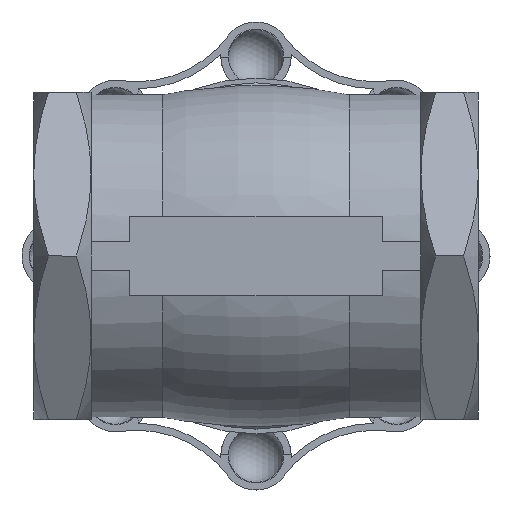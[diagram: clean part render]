
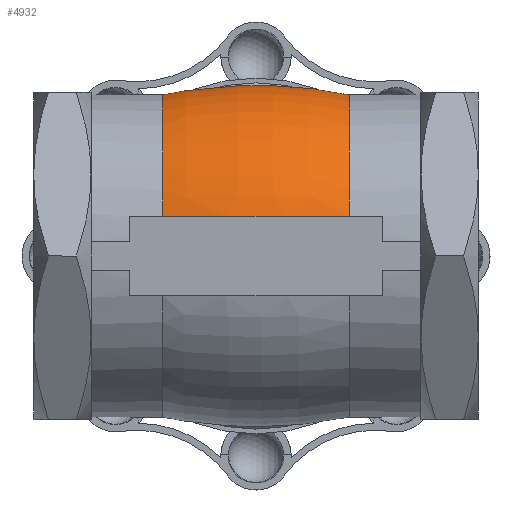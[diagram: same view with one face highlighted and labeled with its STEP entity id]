
A CAD part, front view. The second image highlights one B-rep face of the part: STEP entity #4932.
In plain terms, the highlighted toroidal (fillet/blend) face has major radius 63.5 mm and minor radius 100 mm.
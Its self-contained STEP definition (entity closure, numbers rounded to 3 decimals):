
#36=DEGENERATE_TOROIDAL_SURFACE('',#5446,63.5,100.,.F.);
#171=B_SPLINE_CURVE_WITH_KNOTS('',3,(#6934,#6935,#6936,#6937,#6938),
 .UNSPECIFIED.,.F.,.F.,(4,1,4),(0.,0.02,0.04),
 .UNSPECIFIED.);
#307=B_SPLINE_CURVE_WITH_KNOTS('',3,(#9715,#9716,#9717,#9718,#9719,#9720,
#9721,#9722,#9723,#9724,#9725,#9726,#9727),.UNSPECIFIED.,.F.,.F.,(4,1,1,
1,1,1,1,1,1,1,4),(0.,0.006,0.011,0.017,
0.02,0.023,0.026,0.029,
0.034,0.04,0.046),.UNSPECIFIED.);
#1182=CIRCLE('',#5447,34.5);
#1183=CIRCLE('',#5448,34.5);
#2322=ORIENTED_EDGE('',*,*,#3356,.T.);
#2323=ORIENTED_EDGE('',*,*,#2694,.T.);
#2324=ORIENTED_EDGE('',*,*,#3357,.F.);
#2325=ORIENTED_EDGE('',*,*,#3188,.F.);
#2694=EDGE_CURVE('',#3425,#3427,#171,.T.);
#3188=EDGE_CURVE('',#3783,#3784,#307,.T.);
#3356=EDGE_CURVE('',#3783,#3425,#1182,.T.);
#3357=EDGE_CURVE('',#3784,#3427,#1183,.T.);
#3425=VERTEX_POINT('',#6928);
#3427=VERTEX_POINT('',#6933);
#3783=VERTEX_POINT('',#9728);
#3784=VERTEX_POINT('',#9729);
#4138=EDGE_LOOP('',(#2322,#2323,#2324,#2325));
#4481=FACE_BOUND('',#4138,.T.);
#4932=ADVANCED_FACE('',(#4481),#36,.F.);
#5446=AXIS2_PLACEMENT_3D('',#10129,#6687,#6688);
#5447=AXIS2_PLACEMENT_3D('',#10130,#6689,#6690);
#5448=AXIS2_PLACEMENT_3D('',#10131,#6691,#6692);
#6687=DIRECTION('',(1.,0.,0.));
#6688=DIRECTION('',(0.,1.,0.));
#6689=DIRECTION('',(1.,0.,0.));
#6690=DIRECTION('',(0.,1.,0.));
#6691=DIRECTION('',(1.,0.,0.));
#6692=DIRECTION('',(0.,1.,0.));
#6928=CARTESIAN_POINT('',(-19.9,-33.437,8.5));
#6933=CARTESIAN_POINT('',(19.9,-33.437,8.5));
#6934=CARTESIAN_POINT('',(-19.9,-33.437,8.5));
#6935=CARTESIAN_POINT('',(-13.323,-34.814,8.5));
#6936=CARTESIAN_POINT('',(-0.106,-36.178,8.5));
#6937=CARTESIAN_POINT('',(13.323,-34.814,8.5));
#6938=CARTESIAN_POINT('',(19.9,-33.437,8.5));
#9715=CARTESIAN_POINT('',(-19.9,19.007,28.792));
#9716=CARTESIAN_POINT('',(-18.509,18.063,29.753));
#9717=CARTESIAN_POINT('',(-15.628,16.172,31.449));
#9718=CARTESIAN_POINT('',(-10.976,13.456,33.368));
#9719=CARTESIAN_POINT('',(-6.64,11.495,34.451));
#9720=CARTESIAN_POINT('',(-2.922,10.535,34.917));
#9721=CARTESIAN_POINT('',(-0.008,10.269,35.04));
#9722=CARTESIAN_POINT('',(2.848,10.524,34.923));
#9723=CARTESIAN_POINT('',(6.611,11.481,34.458));
#9724=CARTESIAN_POINT('',(10.9,13.418,33.392));
#9725=CARTESIAN_POINT('',(15.626,16.169,31.453));
#9726=CARTESIAN_POINT('',(18.508,18.063,29.754));
#9727=CARTESIAN_POINT('',(19.9,19.007,28.792));
#9728=CARTESIAN_POINT('',(-19.9,19.007,28.792));
#9729=CARTESIAN_POINT('',(19.9,19.007,28.792));
#10129=CARTESIAN_POINT('',(0.,0.,0.));
#10130=CARTESIAN_POINT('',(-19.9,0.,0.));
#10131=CARTESIAN_POINT('',(19.9,0.,0.));
